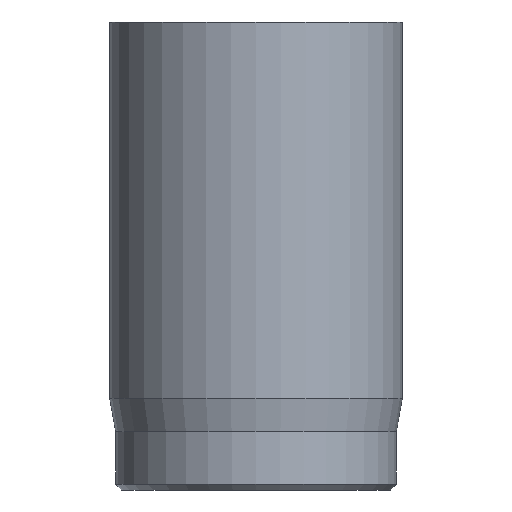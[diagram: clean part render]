
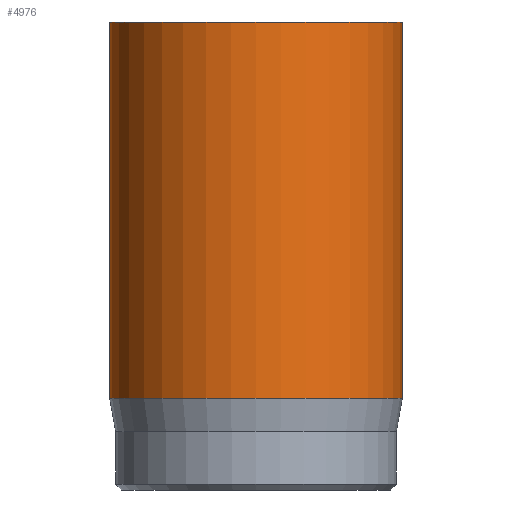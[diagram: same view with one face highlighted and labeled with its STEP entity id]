
A CAD part, front view. The second image highlights one B-rep face of the part: STEP entity #4976.
In plain terms, the highlighted cylindrical face has radius 2.5 mm (diameter 5 mm), a full revolution.
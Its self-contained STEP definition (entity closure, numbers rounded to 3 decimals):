
#31=CYLINDRICAL_SURFACE('',#5169,2.5);
#44=CIRCLE('',#5140,2.5);
#55=CIRCLE('',#5167,2.5);
#56=CIRCLE('',#5168,2.5);
#456=FACE_OUTER_BOUND('',#760,.T.);
#760=EDGE_LOOP('',(#4452,#4453,#4454,#4455,#4456));
#1131=LINE('',#9467,#1508);
#1508=VECTOR('',#5774,2.5);
#2309=VERTEX_POINT('',#9418);
#2320=VERTEX_POINT('',#9461);
#2321=VERTEX_POINT('',#9462);
#3020=EDGE_CURVE('',#2309,#2309,#44,.T.);
#3036=EDGE_CURVE('',#2320,#2321,#55,.T.);
#3037=EDGE_CURVE('',#2321,#2320,#56,.T.);
#3039=EDGE_CURVE('',#2309,#2320,#1131,.T.);
#4452=ORIENTED_EDGE('',*,*,#3020,.T.);
#4453=ORIENTED_EDGE('',*,*,#3039,.T.);
#4454=ORIENTED_EDGE('',*,*,#3036,.T.);
#4455=ORIENTED_EDGE('',*,*,#3037,.T.);
#4456=ORIENTED_EDGE('',*,*,#3039,.F.);
#4976=ADVANCED_FACE('',(#456),#31,.T.);
#5140=AXIS2_PLACEMENT_3D('',#9419,#5708,#5709);
#5167=AXIS2_PLACEMENT_3D('',#9463,#5767,#5768);
#5168=AXIS2_PLACEMENT_3D('',#9464,#5769,#5770);
#5169=AXIS2_PLACEMENT_3D('',#9466,#5772,#5773);
#5708=DIRECTION('center_axis',(0.,0.,-1.));
#5709=DIRECTION('ref_axis',(-1.,0.,0.));
#5767=DIRECTION('center_axis',(0.,0.,1.));
#5768=DIRECTION('ref_axis',(-1.,0.,0.));
#5769=DIRECTION('center_axis',(0.,0.,1.));
#5770=DIRECTION('ref_axis',(-1.,0.,0.));
#5772=DIRECTION('center_axis',(0.,0.,1.));
#5773=DIRECTION('ref_axis',(-1.,0.,0.));
#5774=DIRECTION('',(0.,0.,-1.));
#9418=CARTESIAN_POINT('',(2.5,0.,8.));
#9419=CARTESIAN_POINT('Origin',(0.,0.,8.));
#9461=CARTESIAN_POINT('',(2.5,0.,1.567));
#9462=CARTESIAN_POINT('',(-2.5,0.,1.567));
#9463=CARTESIAN_POINT('Origin',(0.,0.,1.567));
#9464=CARTESIAN_POINT('Origin',(0.,0.,1.567));
#9466=CARTESIAN_POINT('Origin',(0.,0.,0.));
#9467=CARTESIAN_POINT('',(2.5,0.,0.));
